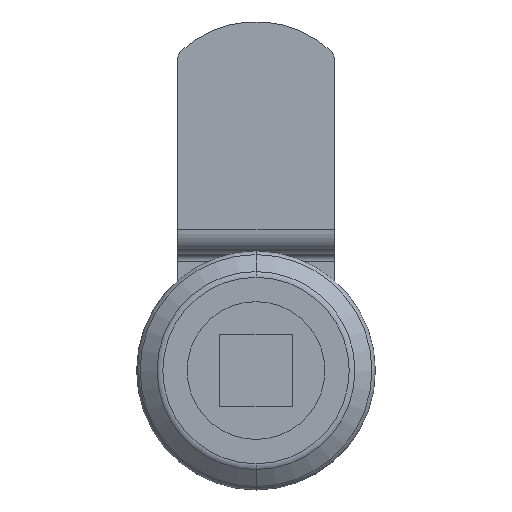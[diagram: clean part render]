
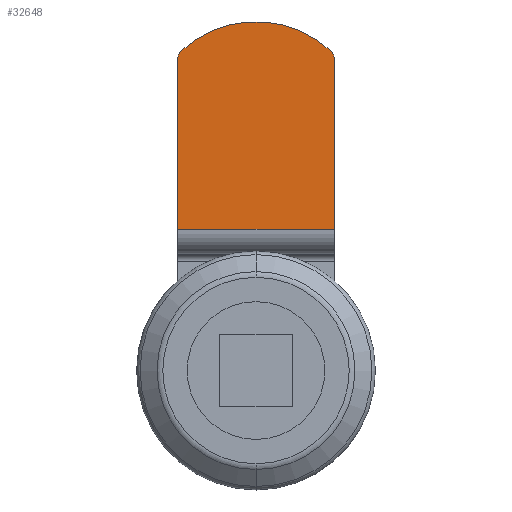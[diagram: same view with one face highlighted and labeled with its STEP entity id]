
A CAD part, top view. The second image highlights one B-rep face of the part: STEP entity #32648.
In plain terms, the highlighted face is planar.
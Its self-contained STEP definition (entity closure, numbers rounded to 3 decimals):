
#171 = CARTESIAN_POINT ( 'NONE',  ( 12.491, -9., -17. ) ) ;
#1898 = CARTESIAN_POINT ( 'NONE',  ( 56.797, -9., -0.318 ) ) ;
#2232 = CARTESIAN_POINT ( 'NONE',  ( 37.404, -9., -17. ) ) ;
#2894 = AXIS2_PLACEMENT_3D ( 'NONE', #14208, #47716, #10342 ) ;
#3813 = CARTESIAN_POINT ( 'NONE',  ( 48.02, -9., -8.5 ) ) ;
#4633 = VERTEX_POINT ( 'NONE', #1898 ) ;
#4642 = VERTEX_POINT ( 'NONE', #42182 ) ;
#5168 = CIRCLE ( 'NONE', #40653, 11.999 ) ;
#5283 = CARTESIAN_POINT ( 'NONE',  ( 56.066, -9., -16. ) ) ;
#6377 = VERTEX_POINT ( 'NONE', #35776 ) ;
#7530 = CARTESIAN_POINT ( 'NONE',  ( 16.733, -9., -8.5 ) ) ;
#7570 = VERTEX_POINT ( 'NONE', #2232 ) ;
#10023 = CARTESIAN_POINT ( 'NONE',  ( 56.797, -9., -16.682 ) ) ;
#10342 = DIRECTION ( 'NONE',  ( 0., 0., 1. ) ) ;
#11406 = PLANE ( 'NONE',  #18591 ) ;
#11751 = DIRECTION ( 'NONE',  ( -1., 0., 0. ) ) ;
#14111 = EDGE_CURVE ( 'NONE', #4642, #7570, #17381, .T. ) ;
#14208 = CARTESIAN_POINT ( 'NONE',  ( 56.066, -9., -1. ) ) ;
#16188 = ORIENTED_EDGE ( 'NONE', *, *, #29889, .F. ) ;
#17381 = LINE ( 'NONE', #171, #21024 ) ;
#17419 = CARTESIAN_POINT ( 'NONE',  ( 56.066, -9., 0. ) ) ;
#17426 = ORIENTED_EDGE ( 'NONE', *, *, #19697, .T. ) ;
#17941 = DIRECTION ( 'NONE',  ( 0., 0., 1. ) ) ;
#18591 = AXIS2_PLACEMENT_3D ( 'NONE', #7530, #36268, #17941 ) ;
#19678 = EDGE_CURVE ( 'NONE', #26823, #4633, #5168, .T. ) ;
#19697 = EDGE_CURVE ( 'NONE', #4633, #41386, #26787, .T. ) ;
#20363 = LINE ( 'NONE', #35064, #30181 ) ;
#21024 = VECTOR ( 'NONE', #11751, 1000. ) ;
#24512 = EDGE_LOOP ( 'NONE', ( #35038, #17426, #16188, #40991, #34572, #45941 ) ) ;
#25677 = FACE_OUTER_BOUND ( 'NONE', #24512, .T. ) ;
#26787 = CIRCLE ( 'NONE', #2894, 1. ) ;
#26823 = VERTEX_POINT ( 'NONE', #10023 ) ;
#27541 = AXIS2_PLACEMENT_3D ( 'NONE', #5283, #42204, #45815 ) ;
#29889 = EDGE_CURVE ( 'NONE', #6377, #41386, #20363, .T. ) ;
#30181 = VECTOR ( 'NONE', #31443, 1000. ) ;
#31006 = LINE ( 'NONE', #33683, #43954 ) ;
#31443 = DIRECTION ( 'NONE',  ( 1., 0., 0. ) ) ;
#32648 = ADVANCED_FACE ( 'NONE', ( #25677 ), #11406, .F. ) ;
#32933 = CIRCLE ( 'NONE', #27541, 1. ) ;
#33683 = CARTESIAN_POINT ( 'NONE',  ( 37.404, -9., -8.5 ) ) ;
#34572 = ORIENTED_EDGE ( 'NONE', *, *, #14111, .F. ) ;
#35038 = ORIENTED_EDGE ( 'NONE', *, *, #19678, .T. ) ;
#35064 = CARTESIAN_POINT ( 'NONE',  ( 54.511, -9., 0. ) ) ;
#35776 = CARTESIAN_POINT ( 'NONE',  ( 37.404, -9., 0. ) ) ;
#36268 = DIRECTION ( 'NONE',  ( 0., 1., 0. ) ) ;
#36504 = EDGE_CURVE ( 'NONE', #6377, #7570, #31006, .T. ) ;
#40653 = AXIS2_PLACEMENT_3D ( 'NONE', #3813, #44092, #43619 ) ;
#40991 = ORIENTED_EDGE ( 'NONE', *, *, #36504, .T. ) ;
#41386 = VERTEX_POINT ( 'NONE', #17419 ) ;
#42182 = CARTESIAN_POINT ( 'NONE',  ( 56.066, -9., -17. ) ) ;
#42204 = DIRECTION ( 'NONE',  ( 0., -1., 0. ) ) ;
#43619 = DIRECTION ( 'NONE',  ( 0., 0., 1. ) ) ;
#43954 = VECTOR ( 'NONE', #44772, 1000. ) ;
#44092 = DIRECTION ( 'NONE',  ( 0., -1., 0. ) ) ;
#44565 = EDGE_CURVE ( 'NONE', #4642, #26823, #32933, .T. ) ;
#44772 = DIRECTION ( 'NONE',  ( 0., 0., -1. ) ) ;
#45815 = DIRECTION ( 'NONE',  ( 0., 0., 1. ) ) ;
#45941 = ORIENTED_EDGE ( 'NONE', *, *, #44565, .T. ) ;
#47716 = DIRECTION ( 'NONE',  ( 0., -1., 0. ) ) ;
